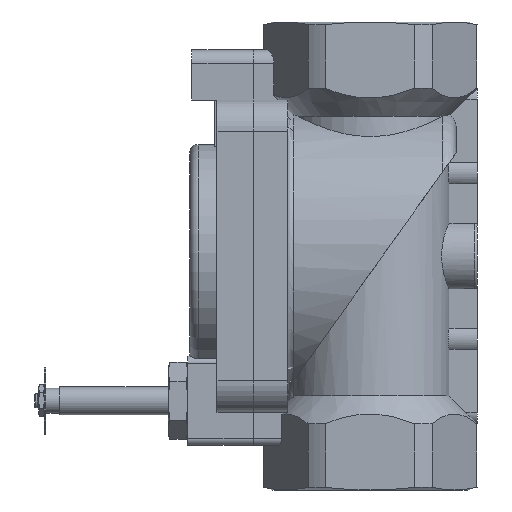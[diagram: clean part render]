
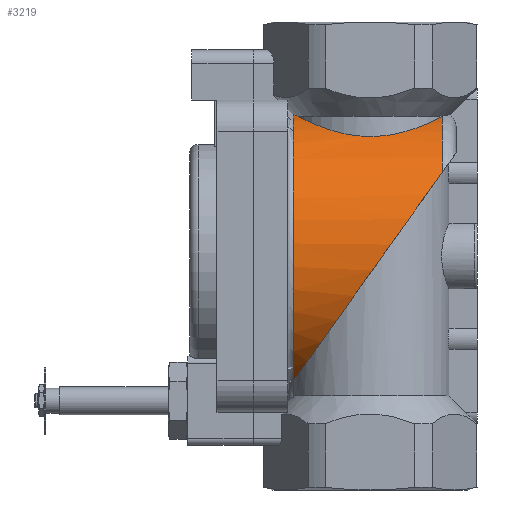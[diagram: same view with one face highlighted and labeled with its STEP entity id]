
A CAD part, left-side view. The second image highlights one B-rep face of the part: STEP entity #3219.
In plain terms, the highlighted cylindrical face has radius 51.5 mm (diameter 103 mm), a partial arc.
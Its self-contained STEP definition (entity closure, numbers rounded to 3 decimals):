
#129=ELLIPSE('',#3460,63.259,51.5);
#518=CYLINDRICAL_SURFACE('',#3475,51.5);
#617=B_SPLINE_CURVE_WITH_KNOTS('',3,(#5155,#5156,#5157,#5158),
 .UNSPECIFIED.,.F.,.F.,(4,4),(0.013,0.016),
 .UNSPECIFIED.);
#628=B_SPLINE_CURVE_WITH_KNOTS('',3,(#5251,#5252,#5253,#5254,#5255,#5256,
#5257,#5258,#5259,#5260,#5261,#5262,#5263,#5264,#5265,#5266,#5267,#5268),
 .UNSPECIFIED.,.F.,.F.,(4,1,1,1,1,1,1,1,1,1,1,1,1,1,1,4),(0.012,
0.016,0.02,0.024,0.028,
0.033,0.037,0.041,0.045,
0.049,0.053,0.058,0.062,
0.066,0.07,0.079),.UNSPECIFIED.);
#819=ORIENTED_EDGE('',*,*,#1794,.T.);
#820=ORIENTED_EDGE('',*,*,#1765,.F.);
#821=ORIENTED_EDGE('',*,*,#1785,.F.);
#822=ORIENTED_EDGE('',*,*,#1795,.F.);
#823=ORIENTED_EDGE('',*,*,#1772,.F.);
#1765=EDGE_CURVE('',#2252,#2253,#129,.T.);
#1772=EDGE_CURVE('',#2259,#2260,#617,.T.);
#1785=EDGE_CURVE('',#2269,#2252,#2534,.T.);
#1794=EDGE_CURVE('',#2259,#2253,#2537,.T.);
#1795=EDGE_CURVE('',#2260,#2269,#628,.T.);
#2252=VERTEX_POINT('',#5115);
#2253=VERTEX_POINT('',#5117);
#2259=VERTEX_POINT('',#5154);
#2260=VERTEX_POINT('',#5159);
#2269=VERTEX_POINT('',#5218);
#2534=CIRCLE('',#3469,51.5);
#2537=CIRCLE('',#3476,51.5);
#2687=EDGE_LOOP('',(#819,#820,#821,#822,#823));
#2928=FACE_BOUND('',#2687,.T.);
#3219=ADVANCED_FACE('',(#2928),#518,.T.);
#3460=AXIS2_PLACEMENT_3D('',#5116,#3879,#3880);
#3469=AXIS2_PLACEMENT_3D('',#5219,#3898,#3899);
#3475=AXIS2_PLACEMENT_3D('',#5249,#3913,#3914);
#3476=AXIS2_PLACEMENT_3D('',#5250,#3915,#3916);
#3879=DIRECTION('',(0.,-0.814,0.581));
#3880=DIRECTION('',(0.,-0.581,-0.814));
#3898=DIRECTION('',(0.,-1.,0.));
#3899=DIRECTION('',(0.,0.,-1.));
#3913=DIRECTION('',(0.,-1.,0.));
#3914=DIRECTION('',(0.,0.,-1.));
#3915=DIRECTION('',(0.,-1.,0.));
#3916=DIRECTION('',(0.,0.,-1.));
#5115=CARTESIAN_POINT('',(41.859,-25.8,53.998));
#5116=CARTESIAN_POINT('',(0.,-4.4,84.));
#5117=CARTESIAN_POINT('',(25.339,27.581,128.835));
#5154=CARTESIAN_POINT('',(8.991,27.581,33.291));
#5155=CARTESIAN_POINT('',(8.991,27.581,33.291));
#5156=CARTESIAN_POINT('',(9.832,27.149,33.44));
#5157=CARTESIAN_POINT('',(10.64,26.666,33.605));
#5158=CARTESIAN_POINT('',(11.417,26.133,33.781));
#5159=CARTESIAN_POINT('',(11.417,26.133,33.781));
#5218=CARTESIAN_POINT('',(12.152,-25.8,33.954));
#5219=CARTESIAN_POINT('',(0.,-25.8,84.));
#5249=CARTESIAN_POINT('',(0.,-30.8,84.));
#5250=CARTESIAN_POINT('',(0.,27.581,84.));
#5251=CARTESIAN_POINT('',(11.417,26.133,33.781));
#5252=CARTESIAN_POINT('',(12.669,25.587,34.066));
#5253=CARTESIAN_POINT('',(15.069,24.327,34.709));
#5254=CARTESIAN_POINT('',(18.379,21.93,35.853));
#5255=CARTESIAN_POINT('',(21.25,19.16,37.058));
#5256=CARTESIAN_POINT('',(23.751,15.958,38.28));
#5257=CARTESIAN_POINT('',(25.752,12.472,39.385));
#5258=CARTESIAN_POINT('',(27.272,8.677,40.306));
#5259=CARTESIAN_POINT('',(28.246,4.604,40.935));
#5260=CARTESIAN_POINT('',(28.617,0.485,41.183));
#5261=CARTESIAN_POINT('',(28.373,-3.769,41.019));
#5262=CARTESIAN_POINT('',(27.529,-7.821,40.469));
#5263=CARTESIAN_POINT('',(26.102,-11.73,39.591));
#5264=CARTESIAN_POINT('',(24.187,-15.29,38.511));
#5265=CARTESIAN_POINT('',(21.771,-18.566,37.299));
#5266=CARTESIAN_POINT('',(18.042,-22.368,35.681));
#5267=CARTESIAN_POINT('',(14.605,-24.645,34.55));
#5268=CARTESIAN_POINT('',(12.152,-25.8,33.954));
